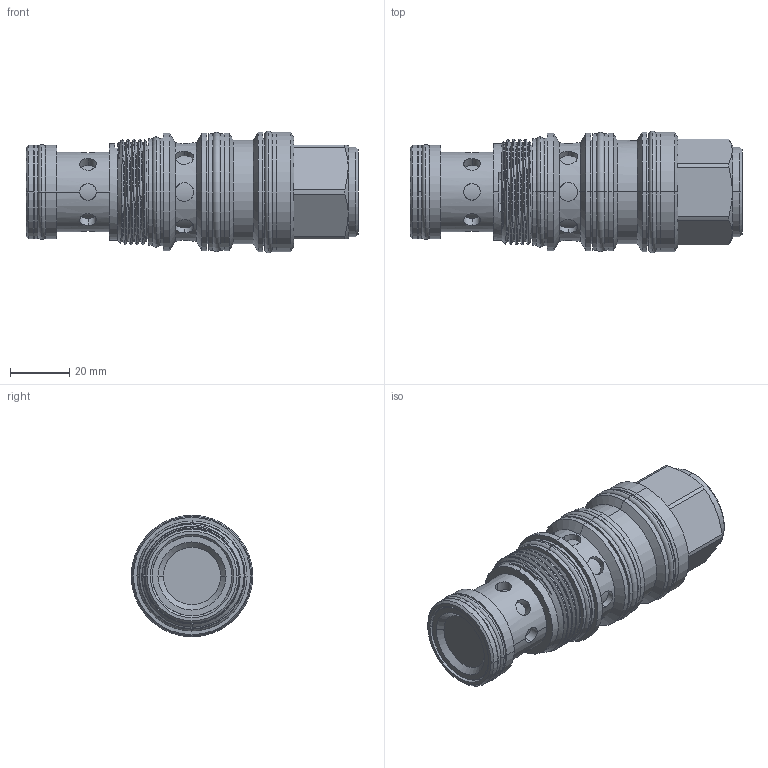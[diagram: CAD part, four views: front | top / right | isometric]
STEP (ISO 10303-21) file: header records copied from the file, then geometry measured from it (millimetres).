
FILE_DESCRIPTION (( 'STEP AP203' ), '1' );
FILE_NAME ('PW23A40-8.STEP', '2020-06-10T07:52:02', ( '' ), ( '' ), 'SwSTEP 2.0', 'SolidWorks 2018', '' );
FILE_SCHEMA (( 'CONFIG_CONTROL_DESIGN' ));
Length unit declared in the file: millimetre
Products named in the file (1): PW23A40-8
Bounding box: 112.45 x 41.18 x 41.18 mm (x, y, z)
Volume: 99719.7 mm3; surface area: 25803 mm2
Topology: 8 solids, 8 shells, 226 faces, 497 edges, 312 vertices
Faces by surface type: cylinder 137, plane 37, cone 31, torus 18, bspline 3
Entity records: 9915 total; most frequent: CARTESIAN_POINT 4925, DIRECTION 1035, ORIENTED_EDGE 994, EDGE_CURVE 497, AXIS2_PLACEMENT_3D 434, VERTEX_POINT 312, EDGE_LOOP 265, FACE_OUTER_BOUND 226
